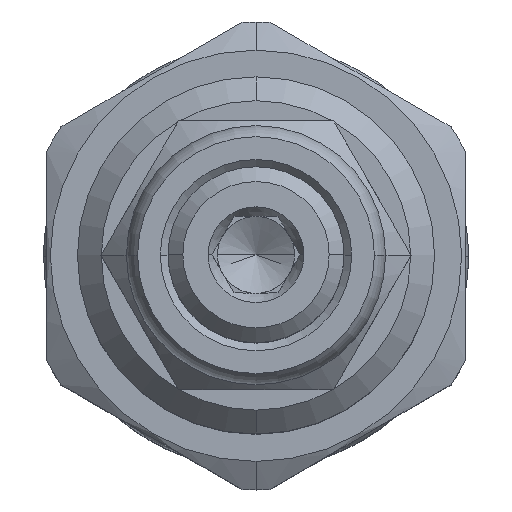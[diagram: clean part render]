
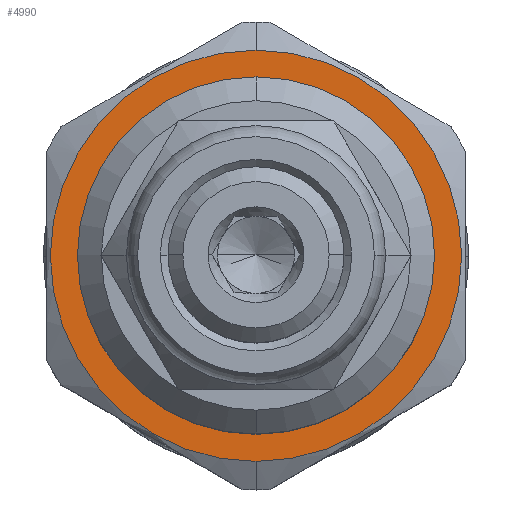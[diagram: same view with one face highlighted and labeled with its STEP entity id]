
A CAD part, top view. The second image highlights one B-rep face of the part: STEP entity #4990.
In plain terms, the highlighted planar face has unit normal (0, 0, 1).
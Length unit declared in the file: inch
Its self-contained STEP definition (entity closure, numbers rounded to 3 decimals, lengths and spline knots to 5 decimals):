
#1008=CARTESIAN_POINT('',(0.,0.,2.562));
#1009=DIRECTION('',(0.,0.,1.));
#1010=DIRECTION('',(0.,-1.,0.));
#1011=AXIS2_PLACEMENT_3D('',#1008,#1009,#1010);
#1013=CARTESIAN_POINT('',(0.,0.,2.562));
#1014=DIRECTION('',(0.,0.,-1.));
#1015=DIRECTION('',(0.,-1.,0.));
#1016=AXIS2_PLACEMENT_3D('',#1013,#1014,#1015);
#1022=CARTESIAN_POINT('',(0.,0.,2.562));
#1023=DIRECTION('',(0.,0.,-1.));
#1024=DIRECTION('',(0.,-1.,0.));
#1025=AXIS2_PLACEMENT_3D('',#1022,#1023,#1024);
#1219=CARTESIAN_POINT('',(0.,0.,2.562));
#1220=DIRECTION('',(0.,0.,1.));
#1221=DIRECTION('',(0.,-1.,0.));
#1222=AXIS2_PLACEMENT_3D('',#1219,#1220,#1221);
#3369=CARTESIAN_POINT('',(0.,-0.43,2.562));
#3371=VERTEX_POINT('',#3369);
#3377=CARTESIAN_POINT('',(0.,0.43,2.562));
#3379=VERTEX_POINT('',#3377);
#3385=CARTESIAN_POINT('',(0.,-0.3735,2.562));
#3386=CARTESIAN_POINT('',(0.,0.3735,2.562));
#3387=VERTEX_POINT('',#3385);
#3388=VERTEX_POINT('',#3386);
#4975=CARTESIAN_POINT('',(0.,0.,2.562));
#4976=DIRECTION('',(0.,0.,1.));
#4977=DIRECTION('',(0.,-1.,0.));
#4978=AXIS2_PLACEMENT_3D('',#4975,#4976,#4977);
#4979=PLANE('',#4978);
#4981=ORIENTED_EDGE('',*,*,#4980,.T.);
#4983=ORIENTED_EDGE('',*,*,#4982,.F.);
#4984=EDGE_LOOP('',(#4981,#4983));
#4985=FACE_OUTER_BOUND('',#4984,.F.);
#4986=ORIENTED_EDGE('',*,*,#4940,.T.);
#4987=ORIENTED_EDGE('',*,*,#4968,.F.);
#4988=EDGE_LOOP('',(#4986,#4987));
#4989=FACE_BOUND('',#4988,.F.);
#4990=ADVANCED_FACE('',(#4985,#4989),#4979,.T.);
#1012=CIRCLE('',#1011,0.3735);
#1017=CIRCLE('',#1016,0.3735);
#1026=CIRCLE('',#1025,0.43);
#1223=CIRCLE('',#1222,0.43);
#4940=EDGE_CURVE('',#3387,#3388,#1012,.T.);
#4968=EDGE_CURVE('',#3387,#3388,#1017,.T.);
#4980=EDGE_CURVE('',#3371,#3379,#1026,.T.);
#4982=EDGE_CURVE('',#3371,#3379,#1223,.T.);
